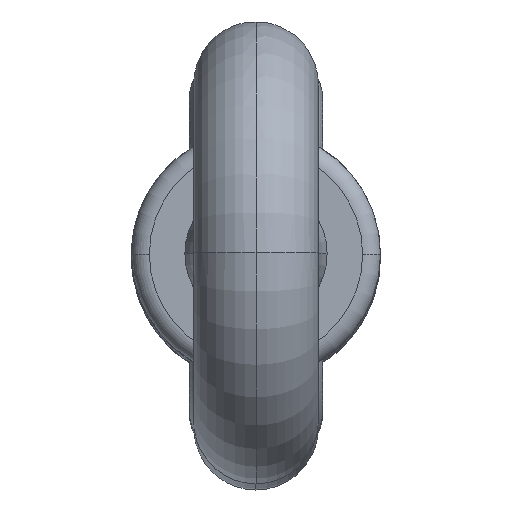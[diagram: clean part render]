
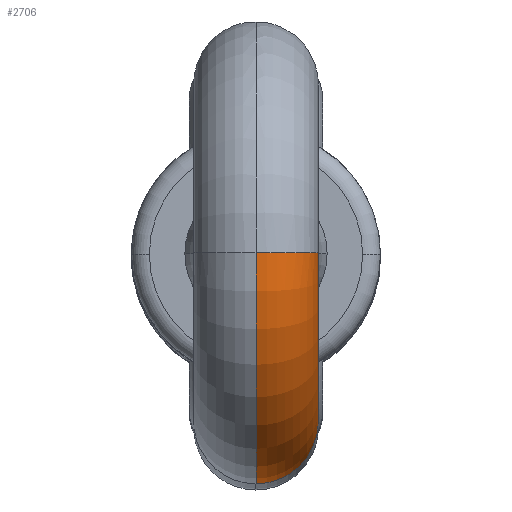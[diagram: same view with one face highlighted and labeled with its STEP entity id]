
A CAD part, top view. The second image highlights one B-rep face of the part: STEP entity #2706.
In plain terms, the highlighted toroidal (fillet/blend) face has major radius 9.5 mm and minor radius 3.5 mm.
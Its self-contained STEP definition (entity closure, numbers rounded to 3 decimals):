
#42 = DIRECTION ( 'NONE',  ( 0., 0., 1. ) ) ;
#208 = CIRCLE ( 'NONE', #15393, 3.5 ) ;
#518 = ORIENTED_EDGE ( 'NONE', *, *, #19748, .T. ) ;
#1080 = DIRECTION ( 'NONE',  ( 1., 0., 0. ) ) ;
#1259 = VERTEX_POINT ( 'NONE', #15696 ) ;
#1275 = CARTESIAN_POINT ( 'NONE',  ( 3.038, -25.165, -1.756 ) ) ;
#1789 = VERTEX_POINT ( 'NONE', #18295 ) ;
#2027 = DIRECTION ( 'NONE',  ( 0., 0., -1. ) ) ;
#2405 = FACE_OUTER_BOUND ( 'NONE', #5095, .T. ) ;
#2706 = ADVANCED_FACE ( 'NONE', ( #2405 ), #14550, .T. ) ;
#2827 = CARTESIAN_POINT ( 'NONE',  ( 0., -22.5, 0. ) ) ;
#2874 = CARTESIAN_POINT ( 'NONE',  ( 3.26, -25.337, -1.299 ) ) ;
#3118 = DIRECTION ( 'NONE',  ( 0., 1., 0. ) ) ;
#3206 = CARTESIAN_POINT ( 'NONE',  ( 0., -3.5, 0. ) ) ;
#3378 = AXIS2_PLACEMENT_3D ( 'NONE', #3537, #2027, #14658 ) ;
#3537 = CARTESIAN_POINT ( 'NONE',  ( 0., -13., 0. ) ) ;
#4528 = CARTESIAN_POINT ( 'NONE',  ( 3.469, -25.497, -0.533 ) ) ;
#4662 = CARTESIAN_POINT ( 'NONE',  ( 0.962, -23.419, -3.372 ) ) ;
#4729 = CARTESIAN_POINT ( 'NONE',  ( 0.191, -22.69, -3.496 ) ) ;
#5095 = EDGE_LOOP ( 'NONE', ( #16883, #518, #11004, #17056, #15994 ) ) ;
#6121 = CARTESIAN_POINT ( 'NONE',  ( 3.5, -25.52, -0.269 ) ) ;
#6371 = CARTESIAN_POINT ( 'NONE',  ( 0., -13., 0. ) ) ;
#7172 = VERTEX_POINT ( 'NONE', #11652 ) ;
#7584 = CARTESIAN_POINT ( 'NONE',  ( 2.443, -24.692, -2.516 ) ) ;
#7654 = CARTESIAN_POINT ( 'NONE',  ( 0.094, -22.594, -3.5 ) ) ;
#7773 = CARTESIAN_POINT ( 'NONE',  ( 0.479, -22.968, -3.468 ) ) ;
#8745 = EDGE_CURVE ( 'NONE', #1789, #12479, #17541, .T. ) ;
#9333 = CARTESIAN_POINT ( 'NONE',  ( 3.5, -25.52, 0. ) ) ;
#9507 = DIRECTION ( 'NONE',  ( 0., 1., 0. ) ) ;
#11004 = ORIENTED_EDGE ( 'NONE', *, *, #8745, .F. ) ;
#11652 = CARTESIAN_POINT ( 'NONE',  ( 0., 0., 0. ) ) ;
#11848 = CIRCLE ( 'NONE', #15216, 3.5 ) ;
#12299 = AXIS2_PLACEMENT_3D ( 'NONE', #6371, #19016, #9507 ) ;
#12366 = CARTESIAN_POINT ( 'NONE',  ( 3.349, -25.405, -1.053 ) ) ;
#12479 = VERTEX_POINT ( 'NONE', #20249 ) ;
#12867 = EDGE_CURVE ( 'NONE', #7172, #14080, #11848, .T. ) ;
#14080 = VERTEX_POINT ( 'NONE', #17825 ) ;
#14181 = CARTESIAN_POINT ( 'NONE',  ( 0.383, -22.876, -3.48 ) ) ;
#14217 = DIRECTION ( 'NONE',  ( 0., 0., -1. ) ) ;
#14302 = DIRECTION ( 'NONE',  ( -1., 0., 0. ) ) ;
#14384 = CIRCLE ( 'NONE', #3378, 6. ) ;
#14550 = TOROIDAL_SURFACE ( 'NONE', #12299, 9.5, 3.5 ) ;
#14658 = DIRECTION ( 'NONE',  ( 0., 1., 0. ) ) ;
#15216 = AXIS2_PLACEMENT_3D ( 'NONE', #3206, #14302, #42 ) ;
#15393 = AXIS2_PLACEMENT_3D ( 'NONE', #2827, #1080, #15410 ) ;
#15410 = DIRECTION ( 'NONE',  ( 0., 1., 0. ) ) ;
#15634 = CIRCLE ( 'NONE', #18949, 13. ) ;
#15696 = CARTESIAN_POINT ( 'NONE',  ( 0., -19., 0. ) ) ;
#15794 = CARTESIAN_POINT ( 'NONE',  ( 1.542, -23.935, -3.149 ) ) ;
#15863 = CARTESIAN_POINT ( 'NONE',  ( 1.914, -24.254, -2.938 ) ) ;
#15994 = ORIENTED_EDGE ( 'NONE', *, *, #18850, .F. ) ;
#16883 = ORIENTED_EDGE ( 'NONE', *, *, #12867, .F. ) ;
#17056 = ORIENTED_EDGE ( 'NONE', *, *, #18128, .T. ) ;
#17114 = CARTESIAN_POINT ( 'NONE',  ( 2.095, -24.405, -2.813 ) ) ;
#17273 = CARTESIAN_POINT ( 'NONE',  ( 0., -13., 0. ) ) ;
#17541 = B_SPLINE_CURVE_WITH_KNOTS ( 'NONE', 3,
 ( #18972, #7654, #4729, #14181, #7773, #18902, #4662, #20320, #15794, #15863, #17114, #7584, #18708, #18840, #1275, #2874, #12366, #4528, #6121, #9333 ),
 .UNSPECIFIED., .F., .F.,
 ( 4, 2, 2, 2, 2, 2, 2, 2, 2, 4 ),
 ( 0., 0., 0.001, 0.002, 0.002, 0.003, 0.004, 0.005, 0.006, 0.006 ),
 .UNSPECIFIED. ) ;
#17825 = CARTESIAN_POINT ( 'NONE',  ( 0., -7., 0. ) ) ;
#18128 = EDGE_CURVE ( 'NONE', #1789, #1259, #208, .T. ) ;
#18295 = CARTESIAN_POINT ( 'NONE',  ( 0., -22.5, -3.5 ) ) ;
#18708 = CARTESIAN_POINT ( 'NONE',  ( 2.607, -24.824, -2.347 ) ) ;
#18840 = CARTESIAN_POINT ( 'NONE',  ( 2.903, -25.059, -1.969 ) ) ;
#18850 = EDGE_CURVE ( 'NONE', #14080, #1259, #14384, .T. ) ;
#18902 = CARTESIAN_POINT ( 'NONE',  ( 0.768, -23.241, -3.42 ) ) ;
#18949 = AXIS2_PLACEMENT_3D ( 'NONE', #17273, #14217, #3118 ) ;
#18972 = CARTESIAN_POINT ( 'NONE',  ( 0., -22.5, -3.5 ) ) ;
#19016 = DIRECTION ( 'NONE',  ( 0., 0., -1. ) ) ;
#19748 = EDGE_CURVE ( 'NONE', #7172, #12479, #15634, .T. ) ;
#20249 = CARTESIAN_POINT ( 'NONE',  ( 3.5, -25.52, 0. ) ) ;
#20320 = CARTESIAN_POINT ( 'NONE',  ( 1.349, -23.766, -3.236 ) ) ;
